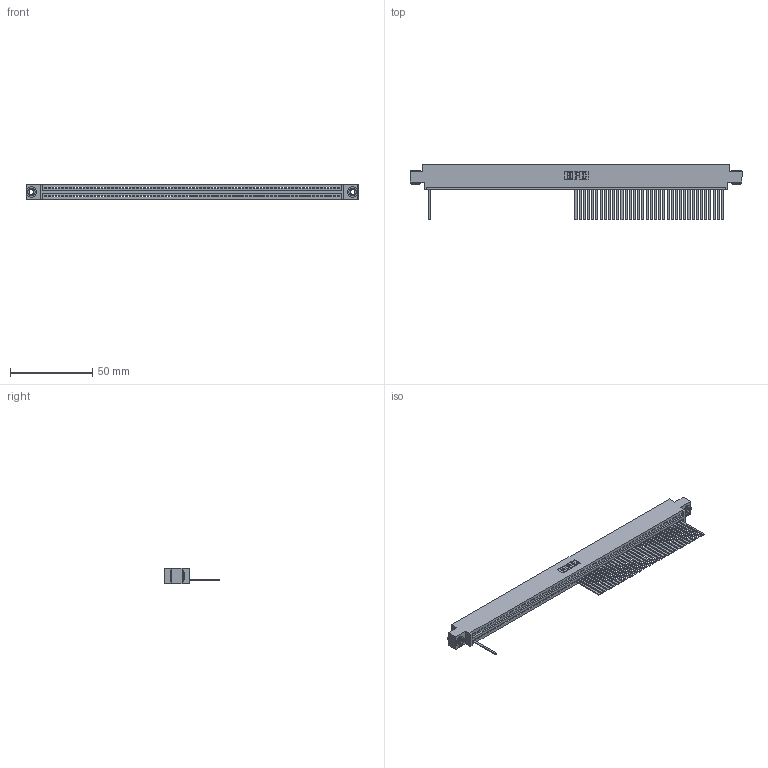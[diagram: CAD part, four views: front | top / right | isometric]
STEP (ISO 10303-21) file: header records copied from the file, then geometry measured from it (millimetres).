
FILE_DESCRIPTION (( 'STEP AP203' ), '1' );
FILE_NAME ('395-071-544-603.STEP', '2018-11-27T06:46:47', ( '' ), ( '' ), 'SwSTEP 2.0', 'SolidWorks 2016', '' );
FILE_SCHEMA (( 'CONFIG_CONTROL_DESIGN' ));
Length unit declared in the file: inch
Products named in the file (4): 395-071-544-603; 345 Part_0.170 Offset - 0.156 Dia-TH; 345-250-002_345-250-002-102; 345-292-001_345-293-144
Assembly tree (40 placements, depth 2):
  395-071-544-603
    345 Part_0.170 Offset - 0.156 Dia-TH
    345-292-001_345-293-144  x37
    345-250-002_345-250-002-102  x2
Bounding box: 201.55 x 33.96 x 9.4 mm (x, y, z)
Volume: 19326.1 mm3; surface area: 25636.7 mm2
Topology: 40 solids, 40 shells, 2636 faces, 8111 edges, 5354 vertices
Faces by surface type: plane 1902, cylinder 726, cone 8
Entity records: 49042 total; most frequent: ORIENTED_EDGE 8658, CARTESIAN_POINT 8626, DIRECTION 7481, EDGE_CURVE 4329, LINE 3893, VECTOR 3893, VERTEX_POINT 2882, AXIS2_PLACEMENT_3D 1794
